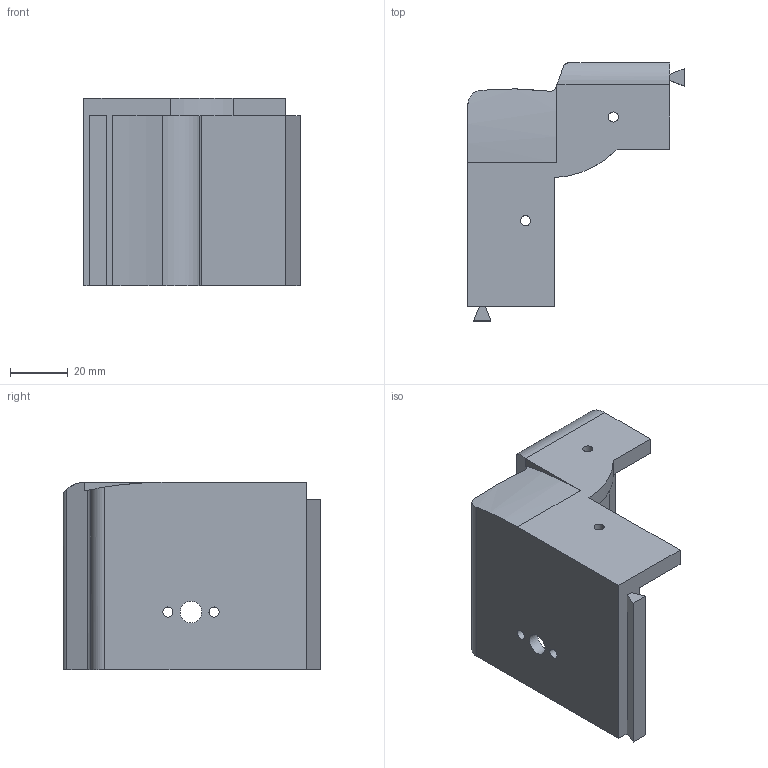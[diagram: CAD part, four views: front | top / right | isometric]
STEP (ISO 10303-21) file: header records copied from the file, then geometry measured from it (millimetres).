
FILE_DESCRIPTION(/* description */ (''),/* implementation_level */ '2;1');
FILE_NAME(/* name */ 'Youbot_Componente1_Pieza1 v1.step',/* time_stamp */ '2025-11-06T18:29:35-06:00',/* author */ (''),/* organization */ (''),/* preprocessor_version */ 'ST-DEVELOPER v20.1',/* originating_system */ 'Autodesk Translation Framework v14.17.0.0',/* authorisation */ '');
FILE_SCHEMA (('AUTOMOTIVE_DESIGN { 1 0 10303 214 3 1 1 }'));
Length unit declared in the file: millimetre
Products named in the file (1): Youbot_Componente1_Pieza1
Bounding box: 75 x 89.46 x 65 mm (x, y, z)
Volume: 102001.9 mm3; surface area: 29009.9 mm2
Topology: 1 solids, 1 shells, 40 faces, 107 edges, 71 vertices
Faces by surface type: plane 24, cylinder 16
Full cylindrical faces by diameter (mm): 3.5 x4, 5.04 x1, 7.5 x1, 25 x1
Entity records: 1345 total; most frequent: CARTESIAN_POINT 260, ORIENTED_EDGE 214, DIRECTION 214, EDGE_CURVE 107, LINE 74, VECTOR 74, VERTEX_POINT 71, AXIS2_PLACEMENT_3D 70
